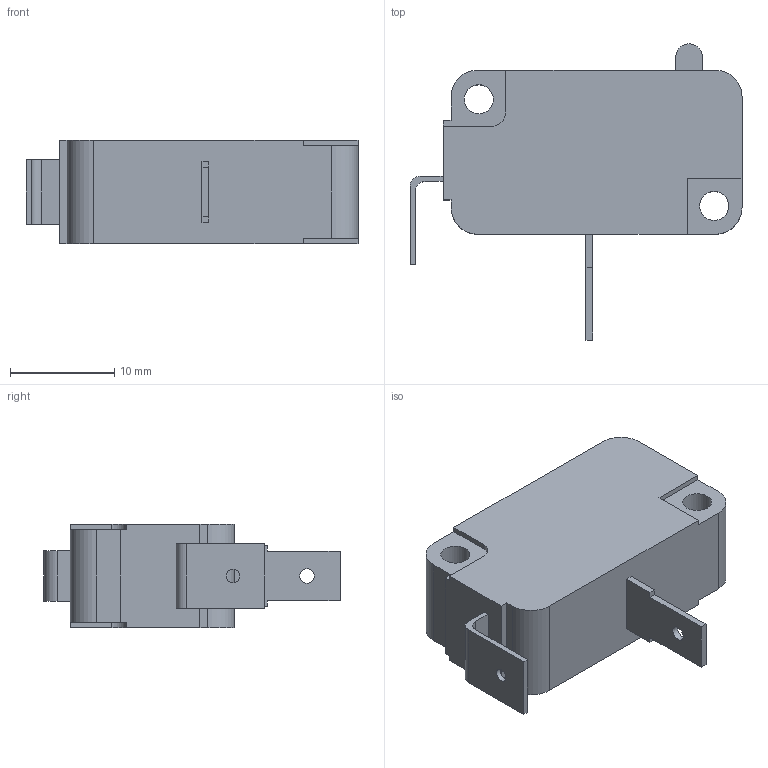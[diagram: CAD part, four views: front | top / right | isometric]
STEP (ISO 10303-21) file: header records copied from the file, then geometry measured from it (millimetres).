
FILE_DESCRIPTION(/* description */ (''),/* implementation_level */ '2;1');
FILE_NAME(/* name */ 'ELEC_MicroSwitch_V7-2A27D84-000-1.ipt.stp',/* time_stamp */ '2016-01-07T16:39:23-08:00',/* author */ ('Autodesk Inc.'),/* organization */ ('Autodesk Inc.'),/* preprocessor_version */ 'ST-DEVELOPER v16.1',/* originating_system */ 'Autodesk Inventor 2016',/* authorisation */ '');
FILE_SCHEMA (('AUTOMOTIVE_DESIGN { 1 0 10303 214 3 1 1 }'));
Length unit declared in the file: millimetre
Products named in the file (1): ELEC_MicroSwitch_V7-2A27D84-000-1
Bounding box: 31.88 x 28.44 x 9.91 mm (x, y, z)
Volume: 4288.7 mm3; surface area: 2166.2 mm2
Topology: 1 solids, 1 shells, 65 faces, 174 edges, 116 vertices
Faces by surface type: plane 52, cylinder 13
Full cylindrical faces by diameter (mm): 1.27 x1, 1.397 x1, 2.79 x2
Entity records: 2116 total; most frequent: CARTESIAN_POINT 352, ORIENTED_EDGE 340, DIRECTION 328, EDGE_CURVE 170, LINE 144, VECTOR 144, VERTEX_POINT 116, AXIS2_PLACEMENT_3D 92
